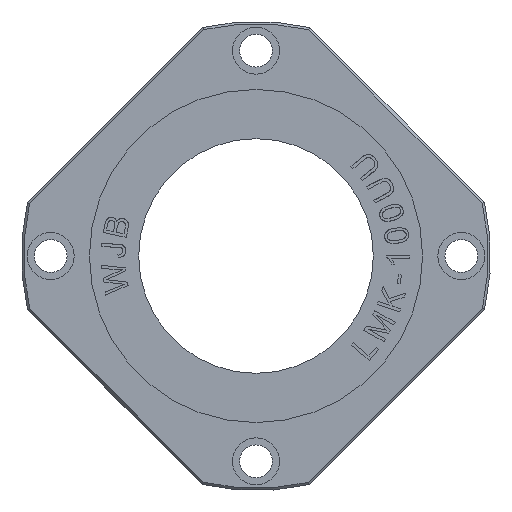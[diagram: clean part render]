
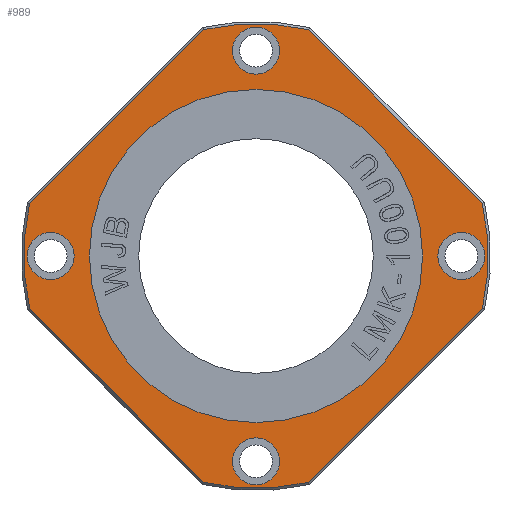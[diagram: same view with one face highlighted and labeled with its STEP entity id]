
A CAD part, left-side view. The second image highlights one B-rep face of the part: STEP entity #989.
In plain terms, the highlighted planar face has unit normal (-1, 0, 0).
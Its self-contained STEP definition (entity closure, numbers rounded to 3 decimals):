
#218=PLANE('',#6605);
#483=FACE_BOUND('',#1753,.T.);
#484=FACE_BOUND('',#1754,.T.);
#485=FACE_BOUND('',#1755,.T.);
#486=FACE_BOUND('',#1756,.T.);
#487=FACE_BOUND('',#1757,.T.);
#488=FACE_BOUND('',#1758,.T.);
#989=ADVANCED_FACE('',(#483,#484,#485,#486,#487,#488),#218,.T.);
#1753=EDGE_LOOP('',(#3439,#3440,#3441,#3442,#3443,#3444,#3445,#3446));
#1754=EDGE_LOOP('',(#3447,#3448));
#1755=EDGE_LOOP('',(#3449,#3450));
#1756=EDGE_LOOP('',(#3451,#3452));
#1757=EDGE_LOOP('',(#3453,#3454));
#1758=EDGE_LOOP('',(#3455,#3456));
#2284=LINE('',#9485,#2743);
#2285=LINE('',#9486,#2744);
#2286=LINE('',#9487,#2745);
#2287=LINE('',#9488,#2746);
#2743=VECTOR('',#7184,1.);
#2744=VECTOR('',#7185,1.);
#2745=VECTOR('',#7186,1.);
#2746=VECTOR('',#7187,1.);
#3439=ORIENTED_EDGE('',*,*,#5822,.T.);
#3440=ORIENTED_EDGE('',*,*,#5823,.T.);
#3441=ORIENTED_EDGE('',*,*,#5571,.T.);
#3442=ORIENTED_EDGE('',*,*,#5824,.T.);
#3443=ORIENTED_EDGE('',*,*,#5568,.T.);
#3444=ORIENTED_EDGE('',*,*,#5825,.T.);
#3445=ORIENTED_EDGE('',*,*,#5565,.T.);
#3446=ORIENTED_EDGE('',*,*,#5826,.T.);
#3447=ORIENTED_EDGE('',*,*,#5827,.T.);
#3448=ORIENTED_EDGE('',*,*,#5828,.T.);
#3449=ORIENTED_EDGE('',*,*,#5829,.F.);
#3450=ORIENTED_EDGE('',*,*,#5830,.F.);
#3451=ORIENTED_EDGE('',*,*,#5831,.F.);
#3452=ORIENTED_EDGE('',*,*,#5832,.F.);
#3453=ORIENTED_EDGE('',*,*,#5833,.F.);
#3454=ORIENTED_EDGE('',*,*,#5834,.F.);
#3455=ORIENTED_EDGE('',*,*,#5835,.F.);
#3456=ORIENTED_EDGE('',*,*,#5836,.F.);
#4961=VERTEX_POINT('',#8288);
#4962=VERTEX_POINT('',#8289);
#4963=VERTEX_POINT('',#8300);
#4964=VERTEX_POINT('',#8301);
#4965=VERTEX_POINT('',#8312);
#4966=VERTEX_POINT('',#8313);
#5215=VERTEX_POINT('',#9483);
#5216=VERTEX_POINT('',#9484);
#5217=VERTEX_POINT('',#9490);
#5218=VERTEX_POINT('',#9491);
#5219=VERTEX_POINT('',#9494);
#5220=VERTEX_POINT('',#9495);
#5221=VERTEX_POINT('',#9498);
#5222=VERTEX_POINT('',#9499);
#5223=VERTEX_POINT('',#9502);
#5224=VERTEX_POINT('',#9503);
#5225=VERTEX_POINT('',#9506);
#5226=VERTEX_POINT('',#9507);
#5565=EDGE_CURVE('',#4961,#4962,#6446,.T.);
#5568=EDGE_CURVE('',#4963,#4964,#6447,.T.);
#5571=EDGE_CURVE('',#4965,#4966,#6448,.T.);
#5822=EDGE_CURVE('',#5215,#5216,#6478,.T.);
#5823=EDGE_CURVE('',#5216,#4965,#2284,.T.);
#5824=EDGE_CURVE('',#4966,#4963,#2285,.T.);
#5825=EDGE_CURVE('',#4964,#4961,#2286,.T.);
#5826=EDGE_CURVE('',#4962,#5215,#2287,.T.);
#5827=EDGE_CURVE('',#5217,#5218,#6479,.T.);
#5828=EDGE_CURVE('',#5218,#5217,#6480,.T.);
#5829=EDGE_CURVE('',#5219,#5220,#6481,.T.);
#5830=EDGE_CURVE('',#5220,#5219,#6482,.T.);
#5831=EDGE_CURVE('',#5221,#5222,#6483,.T.);
#5832=EDGE_CURVE('',#5222,#5221,#6484,.T.);
#5833=EDGE_CURVE('',#5223,#5224,#6485,.T.);
#5834=EDGE_CURVE('',#5224,#5223,#6486,.T.);
#5835=EDGE_CURVE('',#5225,#5226,#6487,.T.);
#5836=EDGE_CURVE('',#5226,#5225,#6488,.T.);
#6446=CIRCLE('',#6545,99.);
#6447=CIRCLE('',#6547,99.);
#6448=CIRCLE('',#6549,99.);
#6478=CIRCLE('',#6594,99.);
#6479=CIRCLE('',#6595,71.);
#6480=CIRCLE('',#6596,71.);
#6481=CIRCLE('',#6597,10.);
#6482=CIRCLE('',#6598,10.);
#6483=CIRCLE('',#6599,10.);
#6484=CIRCLE('',#6600,10.);
#6485=CIRCLE('',#6601,10.);
#6486=CIRCLE('',#6602,10.);
#6487=CIRCLE('',#6603,10.);
#6488=CIRCLE('',#6604,10.);
#6545=AXIS2_PLACEMENT_3D('',#8287,#6947,#6948);
#6547=AXIS2_PLACEMENT_3D('',#8299,#6951,#6952);
#6549=AXIS2_PLACEMENT_3D('',#8311,#6955,#6956);
#6594=AXIS2_PLACEMENT_3D('',#9482,#7182,#7183);
#6595=AXIS2_PLACEMENT_3D('',#9489,#7188,#7189);
#6596=AXIS2_PLACEMENT_3D('',#9492,#7190,#7191);
#6597=AXIS2_PLACEMENT_3D('',#9493,#7192,#7193);
#6598=AXIS2_PLACEMENT_3D('',#9496,#7194,#7195);
#6599=AXIS2_PLACEMENT_3D('',#9497,#7196,#7197);
#6600=AXIS2_PLACEMENT_3D('',#9500,#7198,#7199);
#6601=AXIS2_PLACEMENT_3D('',#9501,#7200,#7201);
#6602=AXIS2_PLACEMENT_3D('',#9504,#7202,#7203);
#6603=AXIS2_PLACEMENT_3D('',#9505,#7204,#7205);
#6604=AXIS2_PLACEMENT_3D('',#9508,#7206,#7207);
#6605=AXIS2_PLACEMENT_3D('',#9509,#7208,#7209);
#6947=DIRECTION('',(-1.,0.,0.));
#6948=DIRECTION('',(0.,0.,1.));
#6951=DIRECTION('',(-1.,0.,0.));
#6952=DIRECTION('',(0.,0.,1.));
#6955=DIRECTION('',(-1.,0.,0.));
#6956=DIRECTION('',(0.,0.,1.));
#7182=DIRECTION('',(-1.,0.,0.));
#7183=DIRECTION('',(0.,0.,1.));
#7184=DIRECTION('',(0.,-0.707,-0.707));
#7185=DIRECTION('',(0.,-0.707,0.707));
#7186=DIRECTION('',(0.,0.707,0.707));
#7187=DIRECTION('',(0.,0.707,-0.707));
#7188=DIRECTION('',(1.,0.,0.));
#7189=DIRECTION('',(0.,0.,1.));
#7190=DIRECTION('',(1.,0.,0.));
#7191=DIRECTION('',(0.,0.,1.));
#7192=DIRECTION('',(-1.,0.,0.));
#7193=DIRECTION('',(0.,0.,1.));
#7194=DIRECTION('',(-1.,0.,0.));
#7195=DIRECTION('',(0.,0.,1.));
#7196=DIRECTION('',(-1.,0.,0.));
#7197=DIRECTION('',(0.,0.,1.));
#7198=DIRECTION('',(-1.,0.,0.));
#7199=DIRECTION('',(0.,0.,1.));
#7200=DIRECTION('',(-1.,0.,0.));
#7201=DIRECTION('',(0.,0.,1.));
#7202=DIRECTION('',(-1.,0.,0.));
#7203=DIRECTION('',(0.,0.,1.));
#7204=DIRECTION('',(-1.,0.,0.));
#7205=DIRECTION('',(0.,0.,1.));
#7206=DIRECTION('',(-1.,0.,0.));
#7207=DIRECTION('',(0.,0.,1.));
#7208=DIRECTION('',(-1.,0.,0.));
#7209=DIRECTION('',(0.,0.,1.));
#8287=CARTESIAN_POINT('',(0.,0.,0.));
#8288=CARTESIAN_POINT('',(0.,-22.35,96.444));
#8289=CARTESIAN_POINT('',(0.,22.244,96.469));
#8299=CARTESIAN_POINT('',(0.,0.,0.));
#8300=CARTESIAN_POINT('',(0.,-96.469,-22.244));
#8301=CARTESIAN_POINT('',(0.,-96.444,22.35));
#8311=CARTESIAN_POINT('',(0.,0.,0.));
#8312=CARTESIAN_POINT('',(0.,22.35,-96.444));
#8313=CARTESIAN_POINT('',(0.,-22.244,-96.469));
#9482=CARTESIAN_POINT('',(0.,0.,0.));
#9483=CARTESIAN_POINT('',(0.,96.469,22.244));
#9484=CARTESIAN_POINT('',(0.,96.444,-22.35));
#9485=CARTESIAN_POINT('',(0.,-7.263,-126.057));
#9486=CARTESIAN_POINT('',(0.,-60.016,-58.696));
#9487=CARTESIAN_POINT('',(0.,-126.057,-7.263));
#9488=CARTESIAN_POINT('',(0.,58.696,60.016));
#9489=CARTESIAN_POINT('',(0.,0.,0.));
#9490=CARTESIAN_POINT('',(0.,0.,-71.));
#9491=CARTESIAN_POINT('',(0.,0.,71.));
#9492=CARTESIAN_POINT('',(0.,0.,0.));
#9493=CARTESIAN_POINT('',(0.,87.5,0.));
#9494=CARTESIAN_POINT('',(0.,77.5,0.));
#9495=CARTESIAN_POINT('',(0.,97.5,0.));
#9496=CARTESIAN_POINT('',(0.,87.5,0.));
#9497=CARTESIAN_POINT('',(0.,-87.5,0.));
#9498=CARTESIAN_POINT('',(0.,-97.5,0.));
#9499=CARTESIAN_POINT('',(0.,-77.5,0.));
#9500=CARTESIAN_POINT('',(0.,-87.5,0.));
#9501=CARTESIAN_POINT('',(0.,0.,87.5));
#9502=CARTESIAN_POINT('',(0.,-10.,87.5));
#9503=CARTESIAN_POINT('',(0.,10.,87.5));
#9504=CARTESIAN_POINT('',(0.,0.,87.5));
#9505=CARTESIAN_POINT('',(0.,0.,-87.5));
#9506=CARTESIAN_POINT('',(0.,-10.,-87.5));
#9507=CARTESIAN_POINT('',(0.,10.,-87.5));
#9508=CARTESIAN_POINT('',(0.,0.,-87.5));
#9509=CARTESIAN_POINT('',(0.,-67.32,-66.));
